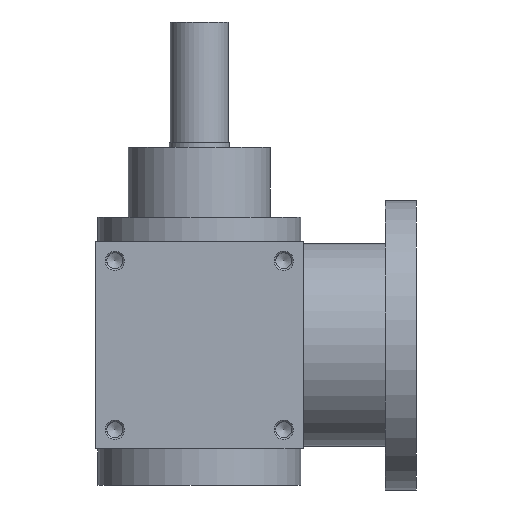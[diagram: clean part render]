
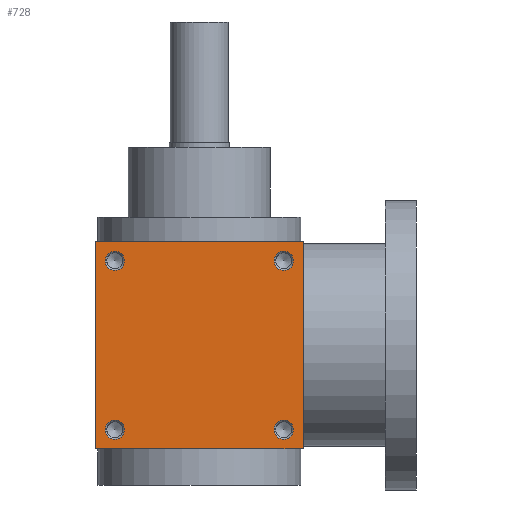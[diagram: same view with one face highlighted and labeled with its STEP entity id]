
A CAD part, front view. The second image highlights one B-rep face of the part: STEP entity #728.
In plain terms, the highlighted planar face has unit normal (0, -1, 0).
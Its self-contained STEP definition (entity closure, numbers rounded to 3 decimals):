
#728 = ADVANCED_FACE( '', ( #1626, #1627, #1628, #1629, #1630 ), #1631, .F. );
#1626 = FACE_BOUND( '', #2611, .T. );
#1627 = FACE_BOUND( '', #2612, .T. );
#1628 = FACE_BOUND( '', #2613, .T. );
#1629 = FACE_BOUND( '', #2614, .T. );
#1630 = FACE_OUTER_BOUND( '', #2615, .T. );
#1631 = PLANE( '', #2616 );
#2611 = EDGE_LOOP( '', ( #4383 ) );
#2612 = EDGE_LOOP( '', ( #4384 ) );
#2613 = EDGE_LOOP( '', ( #4385 ) );
#2614 = EDGE_LOOP( '', ( #4386 ) );
#2615 = EDGE_LOOP( '', ( #4387, #4388, #4389, #4390 ) );
#2616 = AXIS2_PLACEMENT_3D( '', #4391, #4392, #4393 );
#4383 = ORIENTED_EDGE( '', *, *, #4959, .T. );
#4384 = ORIENTED_EDGE( '', *, *, #5149, .T. );
#4385 = ORIENTED_EDGE( '', *, *, #5167, .F. );
#4386 = ORIENTED_EDGE( '', *, *, #5539, .F. );
#4387 = ORIENTED_EDGE( '', *, *, #5138, .T. );
#4388 = ORIENTED_EDGE( '', *, *, #5385, .F. );
#4389 = ORIENTED_EDGE( '', *, *, #4880, .F. );
#4390 = ORIENTED_EDGE( '', *, *, #5318, .T. );
#4391 = CARTESIAN_POINT( '', ( -43., -43., 43. ) );
#4392 = DIRECTION( '', ( 0., 1., 0. ) );
#4393 = DIRECTION( '', ( 0., 0., 1. ) );
#4880 = EDGE_CURVE( '', #5649, #5651, #5652, .T. );
#4959 = EDGE_CURVE( '', #5786, #5786, #5787, .T. );
#5138 = EDGE_CURVE( '', #6076, #6078, #6080, .T. );
#5149 = EDGE_CURVE( '', #6098, #6098, #6099, .T. );
#5167 = EDGE_CURVE( '', #6125, #6125, #6126, .T. );
#5318 = EDGE_CURVE( '', #5649, #6076, #6348, .T. );
#5385 = EDGE_CURVE( '', #5651, #6078, #6449, .T. );
#5539 = EDGE_CURVE( '', #6640, #6640, #6641, .T. );
#5649 = VERTEX_POINT( '', #6756 );
#5651 = VERTEX_POINT( '', #6759 );
#5652 = LINE( '', #6760, #6761 );
#5786 = VERTEX_POINT( '', #6933 );
#5787 = CIRCLE( '', #6934, 4. );
#6076 = VERTEX_POINT( '', #7291 );
#6078 = VERTEX_POINT( '', #7294 );
#6080 = LINE( '', #7297, #7298 );
#6098 = VERTEX_POINT( '', #7316 );
#6099 = CIRCLE( '', #7317, 4. );
#6125 = VERTEX_POINT( '', #7354 );
#6126 = CIRCLE( '', #7355, 4. );
#6348 = LINE( '', #7658, #7659 );
#6449 = LINE( '', #7818, #7819 );
#6640 = VERTEX_POINT( '', #8048 );
#6641 = CIRCLE( '', #8049, 4. );
#6756 = CARTESIAN_POINT( '', ( -43., -43., 43. ) );
#6759 = CARTESIAN_POINT( '', ( 43., -43., 43. ) );
#6760 = CARTESIAN_POINT( '', ( -43., -43., 43. ) );
#6761 = VECTOR( '', #8178, 1000. );
#6933 = CARTESIAN_POINT( '', ( -35., -43., -31. ) );
#6934 = AXIS2_PLACEMENT_3D( '', #8283, #8284, #8285 );
#7291 = CARTESIAN_POINT( '', ( -43., -43., -43. ) );
#7294 = CARTESIAN_POINT( '', ( 43., -43., -43. ) );
#7297 = CARTESIAN_POINT( '', ( -43., -43., -43. ) );
#7298 = VECTOR( '', #8545, 1000. );
#7316 = CARTESIAN_POINT( '', ( -35., -43., 39. ) );
#7317 = AXIS2_PLACEMENT_3D( '', #8567, #8568, #8569 );
#7354 = CARTESIAN_POINT( '', ( 35., -43., -39. ) );
#7355 = AXIS2_PLACEMENT_3D( '', #8581, #8582, #8583 );
#7658 = CARTESIAN_POINT( '', ( -43., -43., 43. ) );
#7659 = VECTOR( '', #8800, 1000. );
#7818 = CARTESIAN_POINT( '', ( 43., -43., 43. ) );
#7819 = VECTOR( '', #8886, 1000. );
#8048 = CARTESIAN_POINT( '', ( 35., -43., 31. ) );
#8049 = AXIS2_PLACEMENT_3D( '', #9054, #9055, #9056 );
#8178 = DIRECTION( '', ( 1., 0., 0. ) );
#8283 = CARTESIAN_POINT( '', ( -35., -43., -35. ) );
#8284 = DIRECTION( '', ( 0., 1., 0. ) );
#8285 = DIRECTION( '', ( 0., 0., 1. ) );
#8545 = DIRECTION( '', ( 1., 0., 0. ) );
#8567 = CARTESIAN_POINT( '', ( -35., -43., 35. ) );
#8568 = DIRECTION( '', ( 0., 1., 0. ) );
#8569 = DIRECTION( '', ( 0., 0., 1. ) );
#8581 = CARTESIAN_POINT( '', ( 35., -43., -35. ) );
#8582 = DIRECTION( '', ( 0., -1., 0. ) );
#8583 = DIRECTION( '', ( 0., 0., -1. ) );
#8800 = DIRECTION( '', ( 0., 0., -1. ) );
#8886 = DIRECTION( '', ( 0., 0., -1. ) );
#9054 = CARTESIAN_POINT( '', ( 35., -43., 35. ) );
#9055 = DIRECTION( '', ( 0., -1., 0. ) );
#9056 = DIRECTION( '', ( 0., 0., -1. ) );
